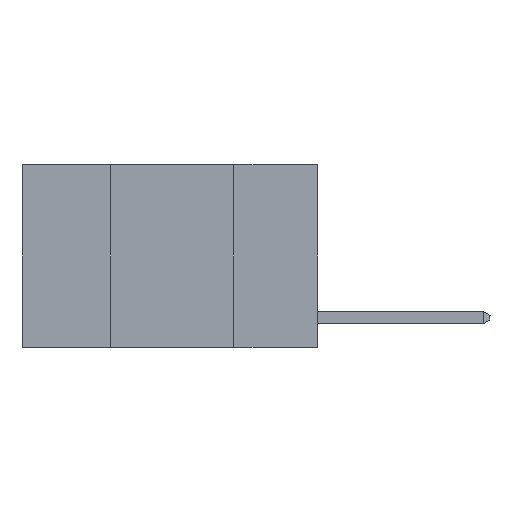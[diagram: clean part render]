
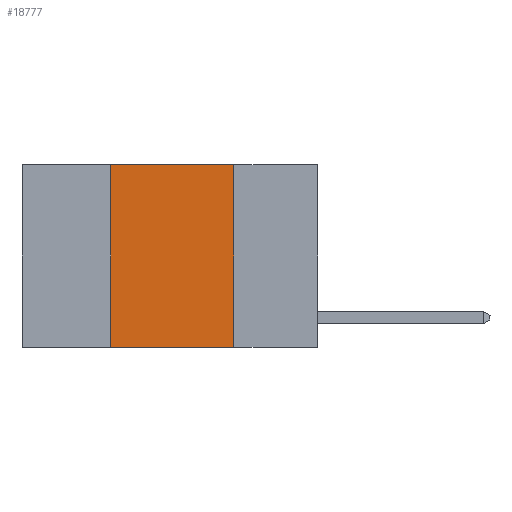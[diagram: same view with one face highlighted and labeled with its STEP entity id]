
A CAD part, left-side view. The second image highlights one B-rep face of the part: STEP entity #18777.
In plain terms, the highlighted planar face has unit normal (-1, 0, 0).
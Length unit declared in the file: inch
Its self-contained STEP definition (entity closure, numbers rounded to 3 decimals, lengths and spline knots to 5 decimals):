
#1139 = CARTESIAN_POINT ( 'NONE',  ( 0., 0.17, 0. ) ) ;
#2010 = DIRECTION ( 'NONE',  ( 0., -1., 0. ) ) ;
#2747 = VECTOR ( 'NONE', #2010, 39.37008 ) ;
#2801 = VECTOR ( 'NONE', #20099, 39.37008 ) ;
#3181 = DIRECTION ( 'NONE',  ( 0., 0., 1. ) ) ;
#3542 = CARTESIAN_POINT ( 'NONE',  ( 0., 0.42, 0. ) ) ;
#3863 = CARTESIAN_POINT ( 'NONE',  ( 0., 0.42, -0.37 ) ) ;
#4045 = PLANE ( 'NONE',  #13600 ) ;
#4318 = DIRECTION ( 'NONE',  ( 0., 0., -1. ) ) ;
#5220 = EDGE_CURVE ( 'NONE', #14640, #20179, #19709, .T. ) ;
#5737 = CARTESIAN_POINT ( 'NONE',  ( 0., 0.17, -0.37 ) ) ;
#6453 = CARTESIAN_POINT ( 'NONE',  ( 0., 0.6, 0. ) ) ;
#7521 = ORIENTED_EDGE ( 'NONE', *, *, #20040, .F. ) ;
#7981 = DIRECTION ( 'NONE',  ( 1., 0., 0. ) ) ;
#8260 = EDGE_CURVE ( 'NONE', #21537, #13300, #10108, .T. ) ;
#8760 = DIRECTION ( 'NONE',  ( 0., 0., -1. ) ) ;
#8890 = LINE ( 'NONE', #10960, #20697 ) ;
#10108 = LINE ( 'NONE', #6453, #2801 ) ;
#10139 = ORIENTED_EDGE ( 'NONE', *, *, #5220, .T. ) ;
#10960 = CARTESIAN_POINT ( 'NONE',  ( 0., 0.17, 0. ) ) ;
#12009 = CARTESIAN_POINT ( 'NONE',  ( 0., 0.6, 0. ) ) ;
#12702 = CARTESIAN_POINT ( 'NONE',  ( 0., 0.42, 0. ) ) ;
#12796 = VECTOR ( 'NONE', #3181, 39.37008 ) ;
#13300 = VERTEX_POINT ( 'NONE', #1139 ) ;
#13600 = AXIS2_PLACEMENT_3D ( 'NONE', #12009, #7981, #4318 ) ;
#13885 = CARTESIAN_POINT ( 'NONE',  ( 0., 0.6, -0.37 ) ) ;
#14640 = VERTEX_POINT ( 'NONE', #3863 ) ;
#14922 = LINE ( 'NONE', #12702, #12796 ) ;
#17364 = ORIENTED_EDGE ( 'NONE', *, *, #8260, .F. ) ;
#18431 = EDGE_LOOP ( 'NONE', ( #7521, #17364, #23301, #10139 ) ) ;
#18777 = ADVANCED_FACE ( 'NONE', ( #21857 ), #4045, .F. ) ;
#19251 = EDGE_CURVE ( 'NONE', #14640, #21537, #14922, .T. ) ;
#19709 = LINE ( 'NONE', #13885, #2747 ) ;
#20040 = EDGE_CURVE ( 'NONE', #13300, #20179, #8890, .T. ) ;
#20099 = DIRECTION ( 'NONE',  ( 0., -1., 0. ) ) ;
#20179 = VERTEX_POINT ( 'NONE', #5737 ) ;
#20697 = VECTOR ( 'NONE', #8760, 39.37008 ) ;
#21537 = VERTEX_POINT ( 'NONE', #3542 ) ;
#21857 = FACE_OUTER_BOUND ( 'NONE', #18431, .T. ) ;
#23301 = ORIENTED_EDGE ( 'NONE', *, *, #19251, .F. ) ;
